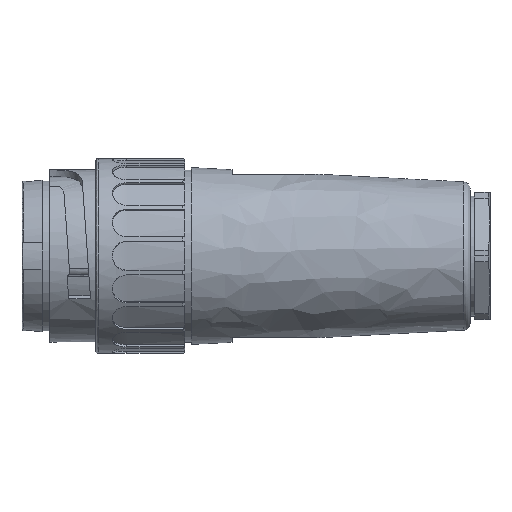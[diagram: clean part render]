
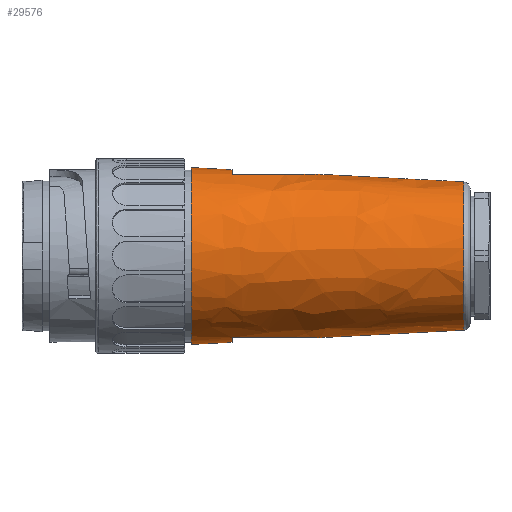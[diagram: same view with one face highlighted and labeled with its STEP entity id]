
A CAD part, top view. The second image highlights one B-rep face of the part: STEP entity #29576.
In plain terms, the highlighted free-form (B-spline) face has degree [2, 1] with [7, 2] control points.
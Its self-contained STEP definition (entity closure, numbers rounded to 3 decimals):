
#28719=CARTESIAN_POINT('V21',(-26.494,50.086,
   6.171));
#28720=VERTEX_POINT('V21',#28719);
#28721=CARTESIAN_POINT('V22',(-26.494,50.086,
   -6.171));
#28722=VERTEX_POINT('V22',#28721);
#28728=CARTESIAN_POINT('E34',(-26.494,50.086,
   -6.171));
#28729=CARTESIAN_POINT('E34',(11.689,50.086,
   0.));
#28730=CARTESIAN_POINT('E34',(-26.494,50.086,
   6.171));
#28738=(BOUNDED_CURVE()B_SPLINE_CURVE(2,(#28728,#28729,#28730),
   .HYPERBOLIC_ARC.,.F.,.U.)CURVE()GEOMETRIC_REPRESENTATION_ITEM()
   QUASI_UNIFORM_CURVE()RATIONAL_B_SPLINE_CURVE((1.013,
   1.071,1.013))REPRESENTATION_ITEM('E34'));
#28739=EDGE_CURVE('E34',#28722,#28720,#28738,.T.);
#28750=CARTESIAN_POINT('E33',(-26.494,50.086,
   6.171));
#28751=CARTESIAN_POINT('E33',(-26.494,52.201,
   0.));
#28752=CARTESIAN_POINT('E33',(-26.494,50.086,
   -6.171));
#28760=(BOUNDED_CURVE()B_SPLINE_CURVE(2,(#28750,#28751,#28752),
   .CIRCULAR_ARC.,.F.,.U.)B_SPLINE_CURVE_WITH_KNOTS((3,3),(
   0.023,0.977),.UNSPECIFIED.)CURVE()
   GEOMETRIC_REPRESENTATION_ITEM()RATIONAL_B_SPLINE_CURVE((
   0.771,0.729,0.771))
   REPRESENTATION_ITEM('E33'));
#28761=EDGE_CURVE('E33',#28720,#28722,#28760,.T.);
#28771=CARTESIAN_POINT('V14',(-35.494,12.586,
   0.0));
#28772=VERTEX_POINT('V14',#28771);
#28773=CARTESIAN_POINT('E23',(-35.494,12.586,
   0.0));
#28774=CARTESIAN_POINT('E23',(-35.494,12.586,
   -33.775));
#28775=CARTESIAN_POINT('E23',(-35.494,41.836,
   -16.887));
#28776=CARTESIAN_POINT('E23',(-35.494,71.086,
   0.));
#28777=CARTESIAN_POINT('E23',(-35.494,41.836,
   16.887));
#28778=CARTESIAN_POINT('E23',(-35.494,12.586,
   33.775));
#28779=CARTESIAN_POINT('E23',(-35.494,12.586,
   0.0));
#28787=(BOUNDED_CURVE()B_SPLINE_CURVE(2,(#28773,#28774,#28775,
   #28776,#28777,#28778,#28779),.CIRCULAR_ARC.,.T.,.U.)
   B_SPLINE_CURVE_WITH_KNOTS((3,2,2,3),(0.0,1.032,
   2.064,3.097),.UNSPECIFIED.)CURVE()
   GEOMETRIC_REPRESENTATION_ITEM()RATIONAL_B_SPLINE_CURVE((1.0,
   0.5,1.0,0.5,1.0,0.5,1.0)
   )REPRESENTATION_ITEM('E23'));
#28788=EDGE_CURVE('E23',#28772,#28772,#28787,.T.);
#29422=CARTESIAN_POINT('V16',(24.585,15.734,
   0.0));
#29423=VERTEX_POINT('V16',#29422);
#29437=CARTESIAN_POINT('E25',(24.585,15.734,
   0.0));
#29438=CARTESIAN_POINT('E25',(24.585,15.734,
   -28.321));
#29439=CARTESIAN_POINT('E25',(24.585,40.261,
   -14.161));
#29440=CARTESIAN_POINT('E25',(24.585,64.788,
   0.));
#29441=CARTESIAN_POINT('E25',(24.585,40.261,
   14.161));
#29442=CARTESIAN_POINT('E25',(24.585,15.734,
   28.321));
#29443=CARTESIAN_POINT('E25',(24.585,15.734,
   0.0));
#29451=(BOUNDED_CURVE()B_SPLINE_CURVE(2,(#29437,#29438,#29439,
   #29440,#29441,#29442,#29443),.CIRCULAR_ARC.,.T.,.U.)
   B_SPLINE_CURVE_WITH_KNOTS((3,2,2,3),(0.0,19.33,
   38.66,57.99),.UNSPECIFIED.)CURVE()
   GEOMETRIC_REPRESENTATION_ITEM()RATIONAL_B_SPLINE_CURVE((1.0,
   0.5,1.0,0.5,1.0,0.5,1.0)
   )REPRESENTATION_ITEM('E25'));
#29452=EDGE_CURVE('E25',#29423,#29423,#29451,.T.);
#29464=CARTESIAN_POINT('V20',(-26.494,14.086,
   -6.171));
#29465=VERTEX_POINT('V20',#29464);
#29466=CARTESIAN_POINT('V17',(-26.494,13.057,
   0.));
#29467=VERTEX_POINT('V17',#29466);
#29468=CARTESIAN_POINT('E31',(-26.494,14.086,
   -6.171));
#29469=CARTESIAN_POINT('E31',(-26.494,13.057,
   -3.171));
#29470=CARTESIAN_POINT('E31',(-26.494,13.057,
   0.));
#29478=(BOUNDED_CURVE()B_SPLINE_CURVE(2,(#29468,#29469,#29470),
   .CIRCULAR_ARC.,.F.,.U.)B_SPLINE_CURVE_WITH_KNOTS((3,3),(
   0.043,1.0),.UNSPECIFIED.)CURVE()
   GEOMETRIC_REPRESENTATION_ITEM()RATIONAL_B_SPLINE_CURVE((
   0.855,0.912,1.0))REPRESENTATION_ITEM('E31'
   ));
#29479=EDGE_CURVE('E31',#29465,#29467,#29478,.T.);
#29481=CARTESIAN_POINT('V18',(-26.494,14.086,
   6.171));
#29482=VERTEX_POINT('V18',#29481);
#29488=CARTESIAN_POINT('E27',(-26.494,13.057,
   0.));
#29489=CARTESIAN_POINT('E27',(-26.494,13.057,
   3.171));
#29490=CARTESIAN_POINT('E27',(-26.494,14.086,
   6.171));
#29498=(BOUNDED_CURVE()B_SPLINE_CURVE(2,(#29488,#29489,#29490),
   .CIRCULAR_ARC.,.F.,.U.)B_SPLINE_CURVE_WITH_KNOTS((3,3),(0.0,
   0.957),.UNSPECIFIED.)CURVE()
   GEOMETRIC_REPRESENTATION_ITEM()RATIONAL_B_SPLINE_CURVE((1.0,
   0.912,0.855))REPRESENTATION_ITEM('E27'));
#29499=EDGE_CURVE('E27',#29467,#29482,#29498,.T.);
#29504=CARTESIAN_POINT('F16',(-35.494,12.586,
   0.0));
#29505=CARTESIAN_POINT('F16',(-35.494,12.586,
   -33.775));
#29506=CARTESIAN_POINT('F16',(-35.494,41.836,
   -16.887));
#29507=CARTESIAN_POINT('F16',(-35.494,71.086,
   0.));
#29508=CARTESIAN_POINT('F16',(-35.494,41.836,
   16.887));
#29509=CARTESIAN_POINT('F16',(-35.494,12.586,
   33.775));
#29510=CARTESIAN_POINT('F16',(-35.494,12.586,
   0.0));
#29511=CARTESIAN_POINT('F16',(24.585,15.734,
   0.0));
#29512=CARTESIAN_POINT('F16',(24.585,15.734,
   -28.321));
#29513=CARTESIAN_POINT('F16',(24.585,40.261,
   -14.161));
#29514=CARTESIAN_POINT('F16',(24.585,64.788,
   0.));
#29515=CARTESIAN_POINT('F16',(24.585,40.261,
   14.161));
#29516=CARTESIAN_POINT('F16',(24.585,15.734,
   28.321));
#29517=CARTESIAN_POINT('F16',(24.585,15.734,
   0.0));
#29525=(BOUNDED_SURFACE()B_SPLINE_SURFACE(2,1,((#29504,#29511),(
   #29505,#29512),(#29506,#29513),(#29507,#29514),(#29508,
   #29515),(#29509,#29516),(#29510,#29517)),.CONICAL_SURF.,.T.,
   .F.,.U.)B_SPLINE_SURFACE_WITH_KNOTS((3,2,2,3),(2,2),(0.0,
   1.032,2.064,3.097),(0.0,1.0),
   .UNSPECIFIED.)GEOMETRIC_REPRESENTATION_ITEM()
   RATIONAL_B_SPLINE_SURFACE(((1.0,1.0),(0.5,
   0.5),(1.0,1.0),(0.5,
   0.5),(1.0,1.0),(0.5,
   0.5),(1.0,1.0)))REPRESENTATION_ITEM('F16')SURFACE(
   ));
#29526=ORIENTED_EDGE('F18',*,*,#29499,.T.);
#29527=CARTESIAN_POINT('V19',(-6.872,14.086,
   0.));
#29528=VERTEX_POINT('V19',#29527);
#29529=CARTESIAN_POINT('E28',(-26.494,14.086,
   6.171));
#29530=CARTESIAN_POINT('E28',(-6.872,14.086,
   3.));
#29531=CARTESIAN_POINT('E28',(-6.872,14.086,
   0.));
#29539=(BOUNDED_CURVE()B_SPLINE_CURVE(2,(#29529,#29530,#29531),
   .HYPERBOLIC_ARC.,.F.,.U.)CURVE()GEOMETRIC_REPRESENTATION_ITEM()
   QUASI_UNIFORM_CURVE()RATIONAL_B_SPLINE_CURVE((1.013,
   1.042,1.042))REPRESENTATION_ITEM('E28'));
#29540=EDGE_CURVE('E28',#29482,#29528,#29539,.T.);
#29541=ORIENTED_EDGE('E28',*,*,#29540,.T.);
#29542=CARTESIAN_POINT('E29',(24.585,15.734,
   0.0));
#29543=CARTESIAN_POINT('E29',(-6.872,14.086,
   0.0));
#29544=B_SPLINE_CURVE_WITH_KNOTS('E29',1,(#29542,#29543),
   .POLYLINE_FORM.,.F.,.U.,(2,2),(0.0,0.524),
   .UNSPECIFIED.);
#29545=EDGE_CURVE('E29',#29423,#29528,#29544,.T.);
#29546=ORIENTED_EDGE('E29',*,*,#29545,.F.);
#29547=ORIENTED_EDGE('E25',*,*,#29452,.F.);
#29548=ORIENTED_EDGE('E29',*,*,#29545,.T.);
#29549=CARTESIAN_POINT('E30',(-6.872,14.086,
   0.));
#29550=CARTESIAN_POINT('E30',(-6.872,14.086,
   -3.));
#29551=CARTESIAN_POINT('E30',(-26.494,14.086,
   -6.171));
#29559=(BOUNDED_CURVE()B_SPLINE_CURVE(2,(#29549,#29550,#29551),
   .HYPERBOLIC_ARC.,.F.,.U.)CURVE()GEOMETRIC_REPRESENTATION_ITEM()
   QUASI_UNIFORM_CURVE()RATIONAL_B_SPLINE_CURVE((1.042,
   1.042,1.013))REPRESENTATION_ITEM('E30'));
#29560=EDGE_CURVE('E30',#29528,#29465,#29559,.T.);
#29561=ORIENTED_EDGE('E30',*,*,#29560,.T.);
#29562=ORIENTED_EDGE('E31',*,*,#29479,.T.);
#29563=CARTESIAN_POINT('E32',(-26.494,13.057,
   0.0));
#29564=CARTESIAN_POINT('E32',(-35.494,12.586,
   0.0));
#29565=B_SPLINE_CURVE_WITH_KNOTS('E32',1,(#29563,#29564),
   .POLYLINE_FORM.,.F.,.U.,(2,2),(0.85,1.0),
   .UNSPECIFIED.);
#29566=EDGE_CURVE('E32',#29467,#28772,#29565,.T.);
#29567=ORIENTED_EDGE('E32',*,*,#29566,.T.);
#29568=ORIENTED_EDGE('F13',*,*,#28788,.T.);
#29569=ORIENTED_EDGE('E32',*,*,#29566,.F.);
#29570=EDGE_LOOP('F16',(#29526,#29541,#29546,#29547,#29548,#29561,
   #29562,#29567,#29568,#29569));
#29571=FACE_OUTER_BOUND('F16',#29570,.T.);
#29572=ORIENTED_EDGE('F17',*,*,#28761,.T.);
#29573=ORIENTED_EDGE('F19',*,*,#28739,.T.);
#29574=EDGE_LOOP('F16',(#29572,#29573));
#29575=FACE_BOUND('F16',#29574,.T.);
#29576=ADVANCED_FACE('F16',(#29571,#29575),#29525,.T.);
